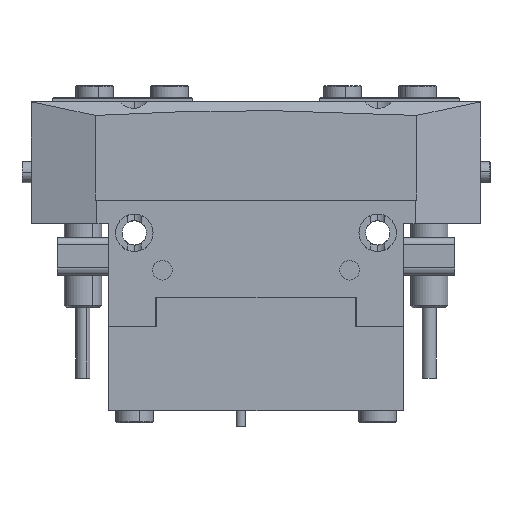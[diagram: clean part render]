
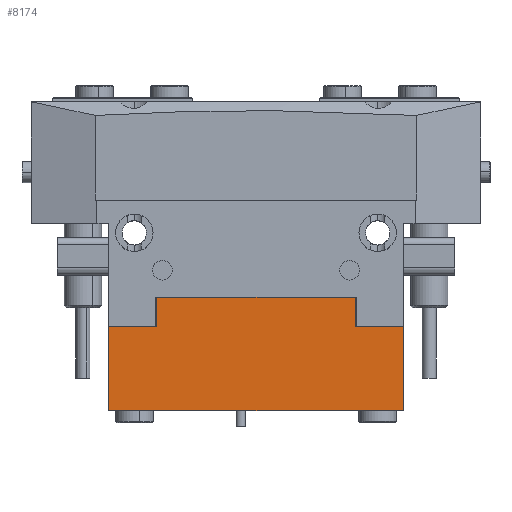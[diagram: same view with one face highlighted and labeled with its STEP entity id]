
A CAD part, top view. The second image highlights one B-rep face of the part: STEP entity #8174.
In plain terms, the highlighted planar face has unit normal (0, 0, 1).
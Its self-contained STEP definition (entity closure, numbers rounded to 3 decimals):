
#829 = VECTOR ( 'NONE', #11277, 1000. ) ;
#1510 = LINE ( 'NONE', #4036, #27791 ) ;
#1809 = EDGE_LOOP ( 'NONE', ( #15317, #31653, #24870, #33764, #11824, #38830, #5589, #38447 ) ) ;
#2066 = CARTESIAN_POINT ( 'NONE',  ( 31.5, 24.2, 21. ) ) ;
#2174 = EDGE_CURVE ( 'NONE', #37937, #27013, #32077, .T. ) ;
#2960 = DIRECTION ( 'NONE',  ( 0., 1., 0. ) ) ;
#3643 = LINE ( 'NONE', #2066, #24775 ) ;
#4036 = CARTESIAN_POINT ( 'NONE',  ( -31.5, 17.9, 21. ) ) ;
#5589 = ORIENTED_EDGE ( 'NONE', *, *, #18905, .F. ) ;
#5801 = CARTESIAN_POINT ( 'NONE',  ( -31.5, 24.2, 21. ) ) ;
#6285 = VECTOR ( 'NONE', #2960, 1000. ) ;
#6471 = VERTEX_POINT ( 'NONE', #7298 ) ;
#7002 = CARTESIAN_POINT ( 'NONE',  ( 21.2, 17.9, 21. ) ) ;
#7298 = CARTESIAN_POINT ( 'NONE',  ( 21.2, 17.9, 21. ) ) ;
#7489 = CARTESIAN_POINT ( 'NONE',  ( -31.5, 17.9, 21. ) ) ;
#8174 = ADVANCED_FACE ( 'NONE', ( #15169 ), #34430, .F. ) ;
#10803 = EDGE_CURVE ( 'NONE', #16535, #13078, #20633, .T. ) ;
#11277 = DIRECTION ( 'NONE',  ( -1., 0., 0. ) ) ;
#11824 = ORIENTED_EDGE ( 'NONE', *, *, #10803, .T. ) ;
#12020 = DIRECTION ( 'NONE',  ( 0., -1., 0. ) ) ;
#12358 = LINE ( 'NONE', #35958, #29209 ) ;
#12596 = EDGE_CURVE ( 'NONE', #13078, #19391, #12358, .T. ) ;
#12761 = CARTESIAN_POINT ( 'NONE',  ( -21.2, 17.9, 21. ) ) ;
#12917 = CARTESIAN_POINT ( 'NONE',  ( -21.2, 24.2, 21. ) ) ;
#13078 = VERTEX_POINT ( 'NONE', #23123 ) ;
#13338 = EDGE_CURVE ( 'NONE', #16535, #37937, #1510, .T. ) ;
#14889 = AXIS2_PLACEMENT_3D ( 'NONE', #34549, #22900, #16474 ) ;
#15169 = FACE_OUTER_BOUND ( 'NONE', #1809, .T. ) ;
#15317 = ORIENTED_EDGE ( 'NONE', *, *, #33869, .T. ) ;
#16474 = DIRECTION ( 'NONE',  ( -1., 0., 0. ) ) ;
#16535 = VERTEX_POINT ( 'NONE', #7489 ) ;
#17432 = DIRECTION ( 'NONE',  ( 0., -1., 0. ) ) ;
#17832 = EDGE_CURVE ( 'NONE', #27013, #26970, #19252, .T. ) ;
#18159 = CARTESIAN_POINT ( 'NONE',  ( -31.5, 24.2, 21. ) ) ;
#18267 = LINE ( 'NONE', #7002, #38374 ) ;
#18905 = EDGE_CURVE ( 'NONE', #38233, #19391, #3643, .T. ) ;
#19252 = LINE ( 'NONE', #5801, #34230 ) ;
#19391 = VERTEX_POINT ( 'NONE', #29436 ) ;
#20633 = LINE ( 'NONE', #18159, #24855 ) ;
#21306 = DIRECTION ( 'NONE',  ( 1., 0., 0. ) ) ;
#22900 = DIRECTION ( 'NONE',  ( 0., 0., -1. ) ) ;
#23123 = CARTESIAN_POINT ( 'NONE',  ( -31.5, 0., 21. ) ) ;
#23303 = EDGE_CURVE ( 'NONE', #38233, #6471, #24305, .T. ) ;
#24040 = DIRECTION ( 'NONE',  ( 0., 1., 0. ) ) ;
#24305 = LINE ( 'NONE', #34885, #829 ) ;
#24775 = VECTOR ( 'NONE', #17432, 1000. ) ;
#24855 = VECTOR ( 'NONE', #12020, 1000. ) ;
#24870 = ORIENTED_EDGE ( 'NONE', *, *, #2174, .F. ) ;
#26970 = VERTEX_POINT ( 'NONE', #30962 ) ;
#27013 = VERTEX_POINT ( 'NONE', #12917 ) ;
#27768 = CARTESIAN_POINT ( 'NONE',  ( 31.5, 17.9, 21. ) ) ;
#27791 = VECTOR ( 'NONE', #27795, 1000. ) ;
#27795 = DIRECTION ( 'NONE',  ( 1., 0., 0. ) ) ;
#29209 = VECTOR ( 'NONE', #21306, 1000. ) ;
#29436 = CARTESIAN_POINT ( 'NONE',  ( 31.5, 0., 21. ) ) ;
#30962 = CARTESIAN_POINT ( 'NONE',  ( 21.2, 24.2, 21. ) ) ;
#31653 = ORIENTED_EDGE ( 'NONE', *, *, #17832, .F. ) ;
#32077 = LINE ( 'NONE', #32311, #6285 ) ;
#32311 = CARTESIAN_POINT ( 'NONE',  ( -21.2, 17.9, 21. ) ) ;
#33764 = ORIENTED_EDGE ( 'NONE', *, *, #13338, .F. ) ;
#33869 = EDGE_CURVE ( 'NONE', #6471, #26970, #18267, .T. ) ;
#34230 = VECTOR ( 'NONE', #35800, 1000. ) ;
#34430 = PLANE ( 'NONE',  #14889 ) ;
#34549 = CARTESIAN_POINT ( 'NONE',  ( -31.5, 24.2, 21. ) ) ;
#34885 = CARTESIAN_POINT ( 'NONE',  ( 31.5, 17.9, 21. ) ) ;
#35800 = DIRECTION ( 'NONE',  ( 1., 0., 0. ) ) ;
#35958 = CARTESIAN_POINT ( 'NONE',  ( -31.5, 0., 21. ) ) ;
#37937 = VERTEX_POINT ( 'NONE', #12761 ) ;
#38233 = VERTEX_POINT ( 'NONE', #27768 ) ;
#38374 = VECTOR ( 'NONE', #24040, 1000. ) ;
#38447 = ORIENTED_EDGE ( 'NONE', *, *, #23303, .T. ) ;
#38830 = ORIENTED_EDGE ( 'NONE', *, *, #12596, .T. ) ;
